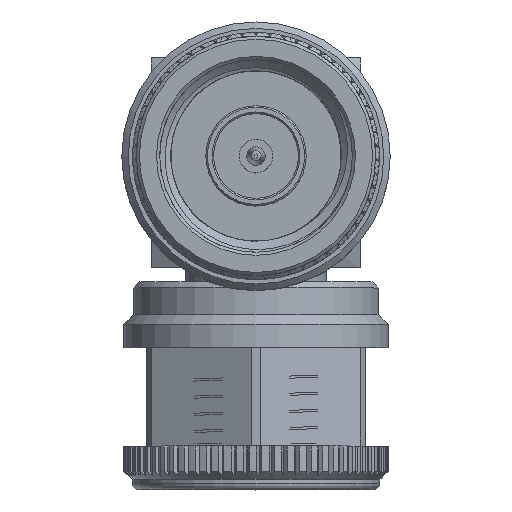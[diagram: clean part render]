
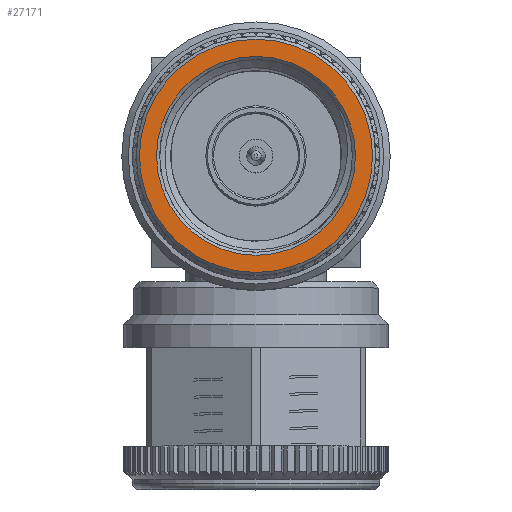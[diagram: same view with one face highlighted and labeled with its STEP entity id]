
A CAD part, top view. The second image highlights one B-rep face of the part: STEP entity #27171.
In plain terms, the highlighted face is planar.
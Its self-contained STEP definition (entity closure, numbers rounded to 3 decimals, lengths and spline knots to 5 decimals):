
#10160 = DIRECTION ( 'NONE',  ( 0., -1., 0. ) ) ;
#13225 = VERTEX_POINT ( 'NONE', #29182 ) ;
#18659 = AXIS2_PLACEMENT_3D ( 'NONE', #48440, #75065, #24938 ) ;
#19769 = CIRCLE ( 'NONE', #65654, 0.37809 ) ;
#20104 = EDGE_LOOP ( 'NONE', ( #47226 ) ) ;
#24938 = DIRECTION ( 'NONE',  ( 0., -1., 0. ) ) ;
#27171 = ADVANCED_FACE ( 'NONE', ( #72940, #56937 ), #58519, .T. ) ;
#29182 = CARTESIAN_POINT ( 'NONE',  ( 0., -0.3225, 0. ) ) ;
#30457 = EDGE_CURVE ( 'NONE', #13225, #13225, #74636, .T. ) ;
#39815 = CARTESIAN_POINT ( 'NONE',  ( 0., -0.37809, 0. ) ) ;
#47226 = ORIENTED_EDGE ( 'NONE', *, *, #30457, .T. ) ;
#48440 = CARTESIAN_POINT ( 'NONE',  ( 0., 0.38809, 0. ) ) ;
#53213 = VERTEX_POINT ( 'NONE', #39815 ) ;
#56937 = FACE_OUTER_BOUND ( 'NONE', #80377, .T. ) ;
#58101 = CARTESIAN_POINT ( 'NONE',  ( 0., 0., 0. ) ) ;
#58519 = PLANE ( 'NONE',  #18659 ) ;
#58588 = EDGE_CURVE ( 'NONE', #53213, #53213, #19769, .T. ) ;
#65654 = AXIS2_PLACEMENT_3D ( 'NONE', #58101, #98102, #10160 ) ;
#72940 = FACE_BOUND ( 'NONE', #20104, .T. ) ;
#74636 = CIRCLE ( 'NONE', #90173, 0.3225 ) ;
#74973 = DIRECTION ( 'NONE',  ( 0., -1., 0. ) ) ;
#75065 = DIRECTION ( 'NONE',  ( -1., 0., 0. ) ) ;
#80377 = EDGE_LOOP ( 'NONE', ( #90338 ) ) ;
#82987 = DIRECTION ( 'NONE',  ( 1., 0., 0. ) ) ;
#90173 = AXIS2_PLACEMENT_3D ( 'NONE', #100565, #82987, #74973 ) ;
#90338 = ORIENTED_EDGE ( 'NONE', *, *, #58588, .T. ) ;
#98102 = DIRECTION ( 'NONE',  ( -1., 0., 0. ) ) ;
#100565 = CARTESIAN_POINT ( 'NONE',  ( 0., 0., 0. ) ) ;
